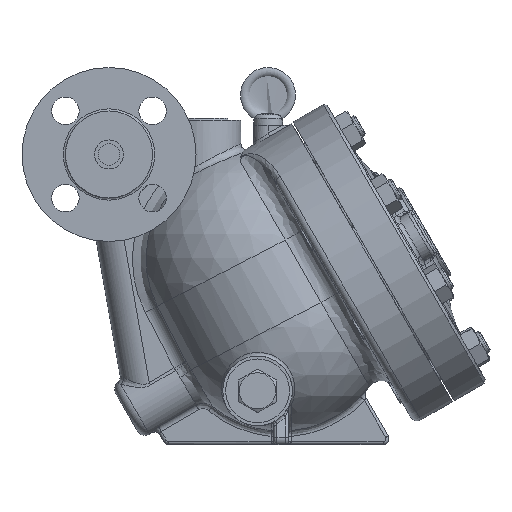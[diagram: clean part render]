
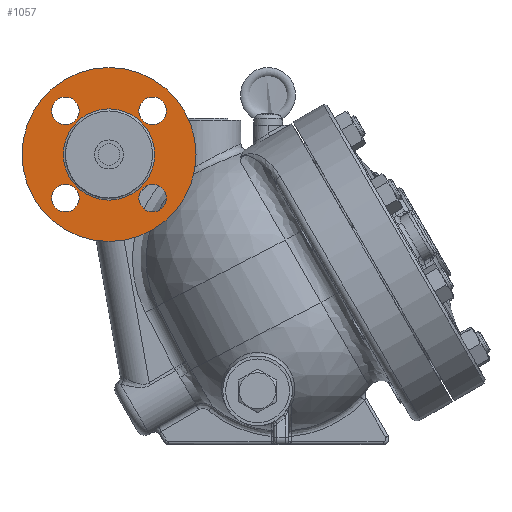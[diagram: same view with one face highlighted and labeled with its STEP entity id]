
A CAD part, front view. The second image highlights one B-rep face of the part: STEP entity #1057.
In plain terms, the highlighted planar face has unit normal (0, -1, 0).
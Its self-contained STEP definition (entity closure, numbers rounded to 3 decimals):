
#841=CARTESIAN_POINT('',(-65.,-174.,60.));
#842=VERTEX_POINT('',#841);
#843=CARTESIAN_POINT('',(-65.,-174.,0.));
#844=DIRECTION('',(0.0,1.0,0.0));
#845=DIRECTION('',(0.0,0.0,1.0));
#846=AXIS2_PLACEMENT_3D('',#843,#844,#845);
#847=CIRCLE('',#846,60.);
#848=EDGE_CURVE('',#842,#842,#847,.T.);
#990=CARTESIAN_POINT('',(-65.,-174.,-31.483));
#991=VERTEX_POINT('',#990);
#992=CARTESIAN_POINT('',(-65.,-174.,0.));
#993=DIRECTION('',(0.0,-1.0,0.0));
#994=DIRECTION('',(0.0,0.0,1.0));
#995=AXIS2_PLACEMENT_3D('',#992,#993,#994);
#996=CIRCLE('',#995,31.483);
#997=EDGE_CURVE('',#991,#991,#996,.T.);
#1002=CARTESIAN_POINT('',(-65.,-174.,45.));
#1003=DIRECTION('',(0.0,-1.0,0.0));
#1004=DIRECTION('',(0.0,0.0,-1.0));
#1005=AXIS2_PLACEMENT_3D('',#1002,#1003,#1004);
#1006=PLANE('',#1005);
#1007=ORIENTED_EDGE('',*,*,#848,.F.);
#1008=EDGE_LOOP('',(#1007));
#1009=FACE_OUTER_BOUND('',#1008,.T.);
#1010=CARTESIAN_POINT('',(-85.552,-174.,30.052));
#1011=VERTEX_POINT('',#1010);
#1012=CARTESIAN_POINT('',(-95.052,-174.,30.052));
#1013=DIRECTION('',(0.0,1.0,0.0));
#1014=DIRECTION('',(1.0,0.0,0.0));
#1015=AXIS2_PLACEMENT_3D('',#1012,#1013,#1014);
#1016=CIRCLE('',#1015,9.5);
#1017=EDGE_CURVE('',#1011,#1011,#1016,.T.);
#1018=ORIENTED_EDGE('',*,*,#1017,.T.);
#1019=EDGE_LOOP('',(#1018));
#1020=FACE_BOUND('',#1019,.T.);
#1021=CARTESIAN_POINT('',(-34.948,-174.,20.552));
#1022=VERTEX_POINT('',#1021);
#1023=CARTESIAN_POINT('',(-34.948,-174.,30.052));
#1024=DIRECTION('',(0.0,1.0,0.0));
#1025=DIRECTION('',(0.0,0.0,-1.0));
#1026=AXIS2_PLACEMENT_3D('',#1023,#1024,#1025);
#1027=CIRCLE('',#1026,9.5);
#1028=EDGE_CURVE('',#1022,#1022,#1027,.T.);
#1029=ORIENTED_EDGE('',*,*,#1028,.T.);
#1030=EDGE_LOOP('',(#1029));
#1031=FACE_BOUND('',#1030,.T.);
#1032=CARTESIAN_POINT('',(-44.448,-174.,-30.052));
#1033=VERTEX_POINT('',#1032);
#1034=CARTESIAN_POINT('',(-34.948,-174.,-30.052));
#1035=DIRECTION('',(0.0,1.0,0.0));
#1036=DIRECTION('',(-1.0,0.0,0.0));
#1037=AXIS2_PLACEMENT_3D('',#1034,#1035,#1036);
#1038=CIRCLE('',#1037,9.5);
#1039=EDGE_CURVE('',#1033,#1033,#1038,.T.);
#1040=ORIENTED_EDGE('',*,*,#1039,.T.);
#1041=EDGE_LOOP('',(#1040));
#1042=FACE_BOUND('',#1041,.T.);
#1043=CARTESIAN_POINT('',(-95.052,-174.,-20.552));
#1044=VERTEX_POINT('',#1043);
#1045=CARTESIAN_POINT('',(-95.052,-174.,-30.052));
#1046=DIRECTION('',(0.0,1.0,0.0));
#1047=DIRECTION('',(0.0,0.0,1.0));
#1048=AXIS2_PLACEMENT_3D('',#1045,#1046,#1047);
#1049=CIRCLE('',#1048,9.5);
#1050=EDGE_CURVE('',#1044,#1044,#1049,.T.);
#1051=ORIENTED_EDGE('',*,*,#1050,.T.);
#1052=EDGE_LOOP('',(#1051));
#1053=FACE_BOUND('',#1052,.T.);
#1054=ORIENTED_EDGE('',*,*,#997,.F.);
#1055=EDGE_LOOP('',(#1054));
#1056=FACE_BOUND('',#1055,.T.);
#1057=ADVANCED_FACE('',(#1009,#1020,#1031,#1042,#1053,#1056),#1006,.T.);
